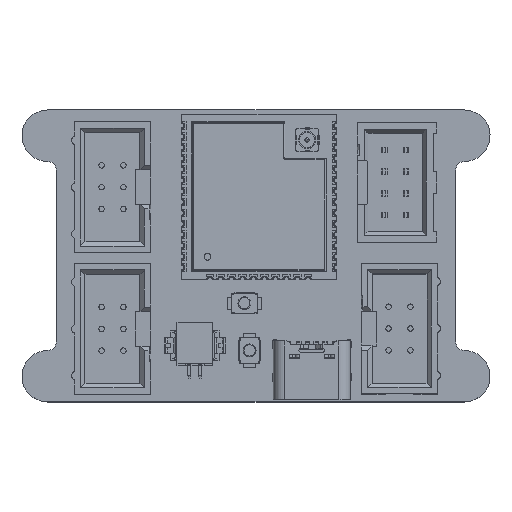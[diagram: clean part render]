
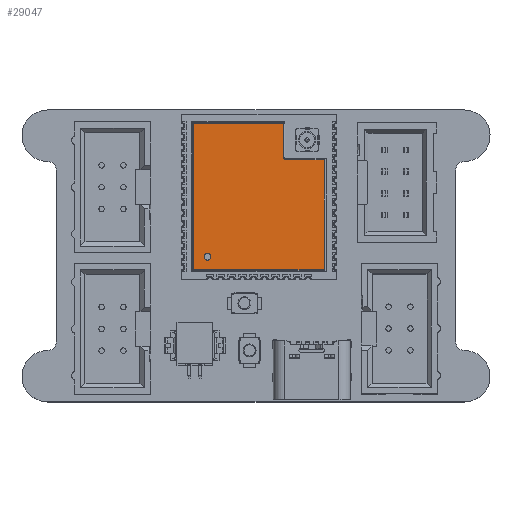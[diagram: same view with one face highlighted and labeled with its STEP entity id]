
A CAD part, top view. The second image highlights one B-rep face of the part: STEP entity #29047.
In plain terms, the highlighted planar face has unit normal (0, 0, 1).
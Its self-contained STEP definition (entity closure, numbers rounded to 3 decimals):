
#23567 = VERTEX_POINT('',#23568);
#23568 = CARTESIAN_POINT('',(2.9,4.5,3.2));
#23575 = EDGE_CURVE('',#23567,#23576,#23578,.T.);
#23576 = VERTEX_POINT('',#23577);
#23577 = CARTESIAN_POINT('',(3.1,4.3,3.2));
#23578 = CIRCLE('',#23579,0.2);
#23579 = AXIS2_PLACEMENT_3D('',#23580,#23581,#23582);
#23580 = CARTESIAN_POINT('',(3.1,4.5,3.2));
#23581 = DIRECTION('',(0.,0.,1.));
#23582 = DIRECTION('',(-1.,0.,0.));
#28954 = VERTEX_POINT('',#28955);
#28955 = CARTESIAN_POINT('',(2.9,8.5,3.2));
#28962 = EDGE_CURVE('',#23567,#28954,#28963,.T.);
#28963 = LINE('',#28964,#28965);
#28964 = CARTESIAN_POINT('',(2.9,4.4,3.2));
#28965 = VECTOR('',#28966,1.);
#28966 = DIRECTION('',(0.,1.,0.));
#29026 = EDGE_CURVE('',#29027,#23576,#29029,.T.);
#29027 = VERTEX_POINT('',#29028);
#29028 = CARTESIAN_POINT('',(7.58,4.3,3.2));
#29029 = LINE('',#29030,#29031);
#29030 = CARTESIAN_POINT('',(7.68,4.3,3.2));
#29031 = VECTOR('',#29032,1.);
#29032 = DIRECTION('',(-1.,0.,0.));
#29047 = ADVANCED_FACE('',(#29048,#29083),#29094,.T.);
#29048 = FACE_BOUND('',#29049,.T.);
#29049 = EDGE_LOOP('',(#29050,#29060,#29068,#29074,#29075,#29076,#29077)
  );
#29050 = ORIENTED_EDGE('',*,*,#29051,.F.);
#29051 = EDGE_CURVE('',#29052,#29054,#29056,.T.);
#29052 = VERTEX_POINT('',#29053);
#29053 = CARTESIAN_POINT('',(-7.62,-8.5,3.2));
#29054 = VERTEX_POINT('',#29055);
#29055 = CARTESIAN_POINT('',(-7.62,8.5,3.2));
#29056 = LINE('',#29057,#29058);
#29057 = CARTESIAN_POINT('',(-7.62,-8.6,3.2));
#29058 = VECTOR('',#29059,1.);
#29059 = DIRECTION('',(0.,1.,0.));
#29060 = ORIENTED_EDGE('',*,*,#29061,.T.);
#29061 = EDGE_CURVE('',#29052,#29062,#29064,.T.);
#29062 = VERTEX_POINT('',#29063);
#29063 = CARTESIAN_POINT('',(7.58,-8.5,3.2));
#29064 = LINE('',#29065,#29066);
#29065 = CARTESIAN_POINT('',(-7.72,-8.5,3.2));
#29066 = VECTOR('',#29067,1.);
#29067 = DIRECTION('',(1.,0.,0.));
#29068 = ORIENTED_EDGE('',*,*,#29069,.T.);
#29069 = EDGE_CURVE('',#29062,#29027,#29070,.T.);
#29070 = LINE('',#29071,#29072);
#29071 = CARTESIAN_POINT('',(7.58,-8.6,3.2));
#29072 = VECTOR('',#29073,1.);
#29073 = DIRECTION('',(0.,1.,0.));
#29074 = ORIENTED_EDGE('',*,*,#29026,.T.);
#29075 = ORIENTED_EDGE('',*,*,#23575,.F.);
#29076 = ORIENTED_EDGE('',*,*,#28962,.T.);
#29077 = ORIENTED_EDGE('',*,*,#29078,.F.);
#29078 = EDGE_CURVE('',#29054,#28954,#29079,.T.);
#29079 = LINE('',#29080,#29081);
#29080 = CARTESIAN_POINT('',(-7.72,8.5,3.2));
#29081 = VECTOR('',#29082,1.);
#29082 = DIRECTION('',(1.,0.,0.));
#29083 = FACE_BOUND('',#29084,.T.);
#29084 = EDGE_LOOP('',(#29085));
#29085 = ORIENTED_EDGE('',*,*,#29086,.F.);
#29086 = EDGE_CURVE('',#29087,#29087,#29089,.T.);
#29087 = VERTEX_POINT('',#29088);
#29088 = CARTESIAN_POINT('',(-5.6,-7.,3.2));
#29089 = CIRCLE('',#29090,0.4);
#29090 = AXIS2_PLACEMENT_3D('',#29091,#29092,#29093);
#29091 = CARTESIAN_POINT('',(-6.,-7.,3.2));
#29092 = DIRECTION('',(0.,0.,1.));
#29093 = DIRECTION('',(1.,0.,-0.));
#29094 = PLANE('',#29095);
#29095 = AXIS2_PLACEMENT_3D('',#29096,#29097,#29098);
#29096 = CARTESIAN_POINT('',(-7.72,-8.6,3.2));
#29097 = DIRECTION('',(0.,0.,1.));
#29098 = DIRECTION('',(1.,0.,-0.));
